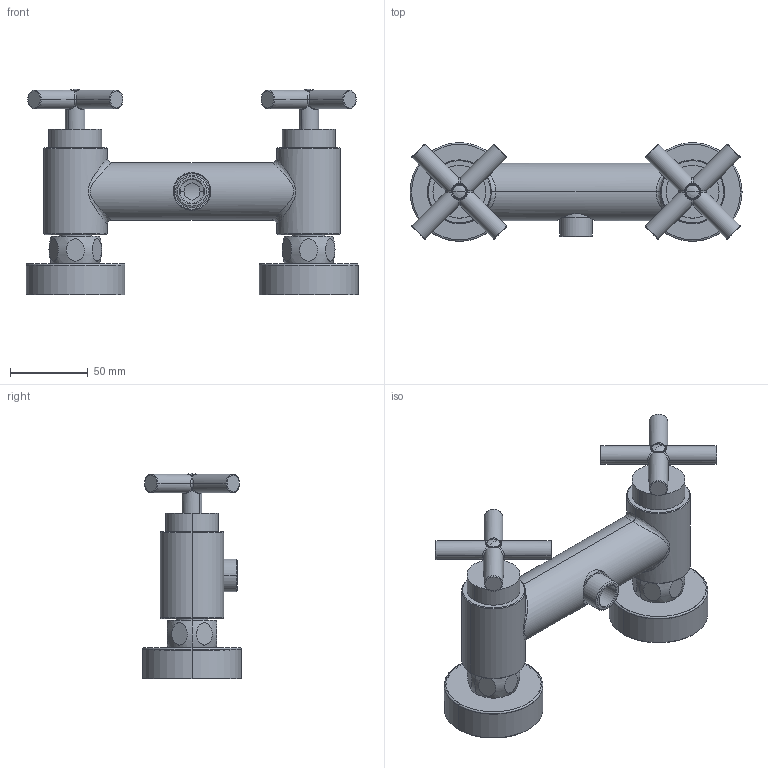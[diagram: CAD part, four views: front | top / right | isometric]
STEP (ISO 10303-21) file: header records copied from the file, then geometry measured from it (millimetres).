
FILE_DESCRIPTION((''),'2;1');
FILE_NAME('QTV168CR','2021-05-04T11:31:11',('ut3'),('PAFFONI SpA'),'CREO PARAMETRIC BY PTC INC, 2020044','CREO PARAMETRIC BY PTC INC, 2020044','');
FILE_SCHEMA(('CONFIG_CONTROL_DESIGN','SHAPE_APPEARANCE_LAYERS_GROUPS'));
Length unit declared in the file: millimetre
Products named in the file (1): QTV168CR
Bounding box: 213.5 x 63.5 x 132 mm (x, y, z)
Volume: 238318.8 mm3; surface area: 120929.8 mm2
Topology: 1 solids, 1 shells, 923 faces, 2614 edges, 1642 vertices
Faces by surface type: plane 443, cylinder 258, cone 104, torus 60, bspline 52, sphere 6
Entity records: 46052 total; most frequent: CARTESIAN_POINT 16053, ORIENTED_EDGE 5212, DIRECTION 4356, EDGE_CURVE 2606, AXIS2_PLACEMENT_3D 1703, VERTEX_POINT 1642, EDGE_LOOP 1048, FILL_AREA_STYLE_COLOUR 1023
